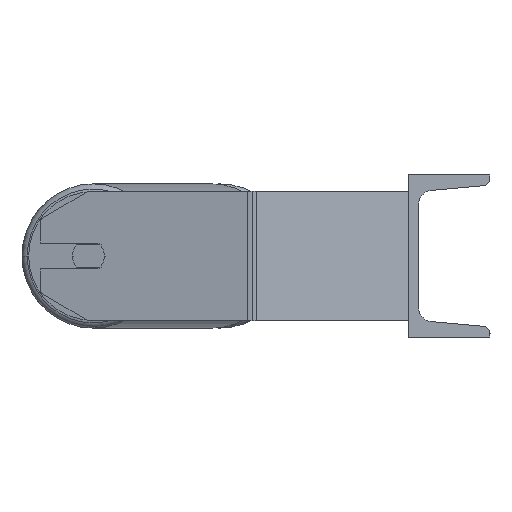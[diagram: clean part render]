
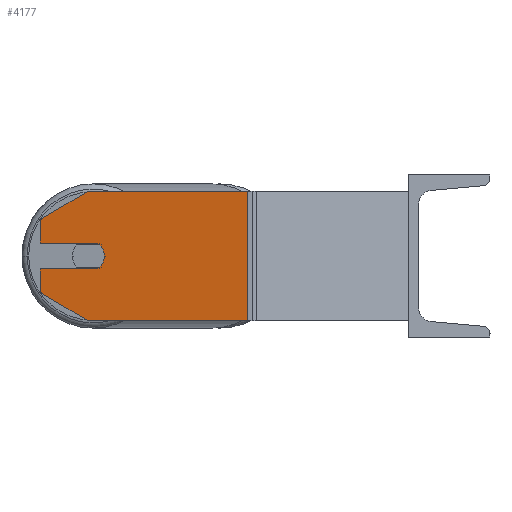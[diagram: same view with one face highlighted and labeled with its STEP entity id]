
A CAD part, left-side view. The second image highlights one B-rep face of the part: STEP entity #4177.
In plain terms, the highlighted planar face has unit normal (-0.985, 0.174, 0).
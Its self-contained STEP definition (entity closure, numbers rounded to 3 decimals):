
#302 = CARTESIAN_POINT ( 'NONE',  ( -685.309, 192.004, -8. ) ) ;
#409 = CARTESIAN_POINT ( 'NONE',  ( -679.057, 227.457, -8. ) ) ;
#465 = DIRECTION ( 'NONE',  ( 0., 0., -1. ) ) ;
#572 = LINE ( 'NONE', #4691, #7494 ) ;
#591 = VECTOR ( 'NONE', #5811, 1000. ) ;
#620 = LINE ( 'NONE', #4225, #7445 ) ;
#907 = VERTEX_POINT ( 'NONE', #4746 ) ;
#917 = VERTEX_POINT ( 'NONE', #7700 ) ;
#925 = DIRECTION ( 'NONE',  ( -0.985, 0.174, 0. ) ) ;
#976 = CARTESIAN_POINT ( 'NONE',  ( -679.057, 227.457, 40. ) ) ;
#987 = CARTESIAN_POINT ( 'NONE',  ( -679.057, 227.457, 22.679 ) ) ;
#1076 = CARTESIAN_POINT ( 'NONE',  ( -679.057, 227.457, 40. ) ) ;
#1079 = DIRECTION ( 'NONE',  ( 0.174, 0.985, 0. ) ) ;
#1124 = DIRECTION ( 'NONE',  ( -0.174, -0.985, 0. ) ) ;
#1128 = VERTEX_POINT ( 'NONE', #5858 ) ;
#1161 = VERTEX_POINT ( 'NONE', #302 ) ;
#1256 = VERTEX_POINT ( 'NONE', #5346 ) ;
#1302 = CARTESIAN_POINT ( 'NONE',  ( -684.267, 197.913, 0. ) ) ;
#1352 = LINE ( 'NONE', #5655, #6931 ) ;
#1366 = ORIENTED_EDGE ( 'NONE', *, *, #6813, .T. ) ;
#1382 = VECTOR ( 'NONE', #9021, 1000. ) ;
#1423 = ORIENTED_EDGE ( 'NONE', *, *, #7384, .F. ) ;
#1445 = DIRECTION ( 'NONE',  ( -0.174, -0.985, 0. ) ) ;
#1484 = ORIENTED_EDGE ( 'NONE', *, *, #8284, .F. ) ;
#1711 = ORIENTED_EDGE ( 'NONE', *, *, #7377, .F. ) ;
#1980 = VERTEX_POINT ( 'NONE', #409 ) ;
#2095 = CARTESIAN_POINT ( 'NONE',  ( -701.592, 99.656, 40. ) ) ;
#2200 = CIRCLE ( 'NONE', #5310, 10. ) ;
#2387 = ORIENTED_EDGE ( 'NONE', *, *, #6079, .T. ) ;
#2454 = CIRCLE ( 'NONE', #3624, 10. ) ;
#2472 = CARTESIAN_POINT ( 'NONE',  ( -679.057, 227.457, 8. ) ) ;
#2543 = LINE ( 'NONE', #6153, #8254 ) ;
#2556 = LINE ( 'NONE', #2472, #8062 ) ;
#2936 = LINE ( 'NONE', #6451, #591 ) ;
#2947 = ORIENTED_EDGE ( 'NONE', *, *, #3027, .T. ) ;
#2990 = ORIENTED_EDGE ( 'NONE', *, *, #3879, .T. ) ;
#3027 = EDGE_CURVE ( 'NONE', #1256, #4654, #6296, .T. ) ;
#3057 = DIRECTION ( 'NONE',  ( -0.174, -0.985, 0. ) ) ;
#3208 = DIRECTION ( 'NONE',  ( 0.985, -0.174, 0. ) ) ;
#3245 = VERTEX_POINT ( 'NONE', #7533 ) ;
#3436 = DIRECTION ( 'NONE',  ( -0.15, -0.853, -0.5 ) ) ;
#3624 = AXIS2_PLACEMENT_3D ( 'NONE', #3700, #925, #3057 ) ;
#3700 = CARTESIAN_POINT ( 'NONE',  ( -684.267, 197.913, 0. ) ) ;
#3879 = EDGE_CURVE ( 'NONE', #5817, #5787, #620, .T. ) ;
#4177 = ADVANCED_FACE ( 'NONE', ( #8192 ), #8099, .F. ) ;
#4219 = VERTEX_POINT ( 'NONE', #2095 ) ;
#4225 = CARTESIAN_POINT ( 'NONE',  ( -684.267, 197.913, -40. ) ) ;
#4654 = VERTEX_POINT ( 'NONE', #987 ) ;
#4691 = CARTESIAN_POINT ( 'NONE',  ( -679.057, 227.457, -40. ) ) ;
#4696 = ORIENTED_EDGE ( 'NONE', *, *, #5664, .F. ) ;
#4746 = CARTESIAN_POINT ( 'NONE',  ( -679.057, 227.457, 8. ) ) ;
#5001 = LINE ( 'NONE', #5606, #6044 ) ;
#5310 = AXIS2_PLACEMENT_3D ( 'NONE', #1302, #8931, #1124 ) ;
#5346 = CARTESIAN_POINT ( 'NONE',  ( -684.267, 197.913, 40. ) ) ;
#5606 = CARTESIAN_POINT ( 'NONE',  ( -701.592, 99.656, 40. ) ) ;
#5655 = CARTESIAN_POINT ( 'NONE',  ( -685.309, 192.004, -8. ) ) ;
#5664 = EDGE_CURVE ( 'NONE', #917, #907, #2556, .T. ) ;
#5787 = VERTEX_POINT ( 'NONE', #9071 ) ;
#5811 = DIRECTION ( 'NONE',  ( -0.174, -0.985, 0. ) ) ;
#5817 = VERTEX_POINT ( 'NONE', #6346 ) ;
#5858 = CARTESIAN_POINT ( 'NONE',  ( -686.003, 188.065, 0. ) ) ;
#5982 = EDGE_CURVE ( 'NONE', #1128, #917, #2454, .T. ) ;
#6031 = DIRECTION ( 'NONE',  ( 0.174, 0.985, 0. ) ) ;
#6044 = VECTOR ( 'NONE', #8372, 1000. ) ;
#6079 = EDGE_CURVE ( 'NONE', #4654, #907, #7314, .T. ) ;
#6153 = CARTESIAN_POINT ( 'NONE',  ( -679.057, 227.457, 40. ) ) ;
#6205 = CARTESIAN_POINT ( 'NONE',  ( -679.057, 227.457, 22.679 ) ) ;
#6296 = LINE ( 'NONE', #6205, #1382 ) ;
#6346 = CARTESIAN_POINT ( 'NONE',  ( -679.057, 227.457, -22.679 ) ) ;
#6451 = CARTESIAN_POINT ( 'NONE',  ( -679.057, 227.457, 40. ) ) ;
#6620 = DIRECTION ( 'NONE',  ( 0., 0., -1. ) ) ;
#6813 = EDGE_CURVE ( 'NONE', #5787, #3245, #572, .T. ) ;
#6875 = ORIENTED_EDGE ( 'NONE', *, *, #5982, .F. ) ;
#6931 = VECTOR ( 'NONE', #1445, 1000. ) ;
#6945 = ORIENTED_EDGE ( 'NONE', *, *, #7660, .T. ) ;
#7020 = EDGE_LOOP ( 'NONE', ( #6945, #2990, #1366, #1711, #1484, #2947, #2387, #4696, #6875, #8397, #1423 ) ) ;
#7039 = VECTOR ( 'NONE', #6620, 1000. ) ;
#7216 = EDGE_CURVE ( 'NONE', #1161, #1128, #2200, .T. ) ;
#7314 = LINE ( 'NONE', #976, #7039 ) ;
#7377 = EDGE_CURVE ( 'NONE', #4219, #3245, #5001, .T. ) ;
#7384 = EDGE_CURVE ( 'NONE', #1980, #1161, #1352, .T. ) ;
#7445 = VECTOR ( 'NONE', #3436, 1000. ) ;
#7494 = VECTOR ( 'NONE', #8290, 1000. ) ;
#7533 = CARTESIAN_POINT ( 'NONE',  ( -701.592, 99.656, -40. ) ) ;
#7660 = EDGE_CURVE ( 'NONE', #1980, #5817, #2543, .T. ) ;
#7700 = CARTESIAN_POINT ( 'NONE',  ( -685.309, 192.004, 8. ) ) ;
#8062 = VECTOR ( 'NONE', #1079, 1000. ) ;
#8099 = PLANE ( 'NONE',  #8769 ) ;
#8192 = FACE_OUTER_BOUND ( 'NONE', #7020, .T. ) ;
#8254 = VECTOR ( 'NONE', #465, 1000. ) ;
#8284 = EDGE_CURVE ( 'NONE', #1256, #4219, #2936, .T. ) ;
#8290 = DIRECTION ( 'NONE',  ( -0.174, -0.985, 0. ) ) ;
#8372 = DIRECTION ( 'NONE',  ( 0., 0., -1. ) ) ;
#8397 = ORIENTED_EDGE ( 'NONE', *, *, #7216, .F. ) ;
#8769 = AXIS2_PLACEMENT_3D ( 'NONE', #1076, #3208, #6031 ) ;
#8931 = DIRECTION ( 'NONE',  ( -0.985, 0.174, 0. ) ) ;
#9021 = DIRECTION ( 'NONE',  ( 0.15, 0.853, -0.5 ) ) ;
#9071 = CARTESIAN_POINT ( 'NONE',  ( -684.267, 197.913, -40. ) ) ;
